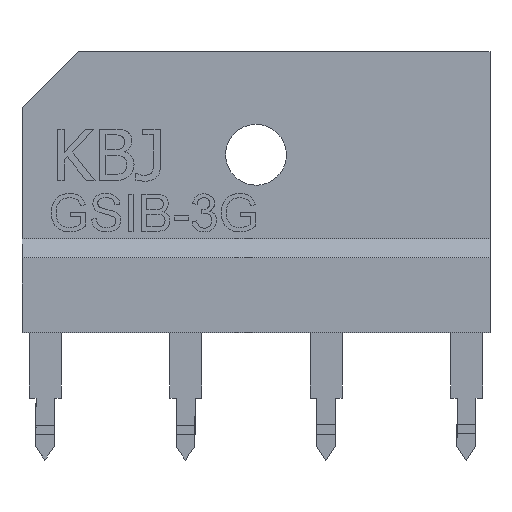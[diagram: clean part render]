
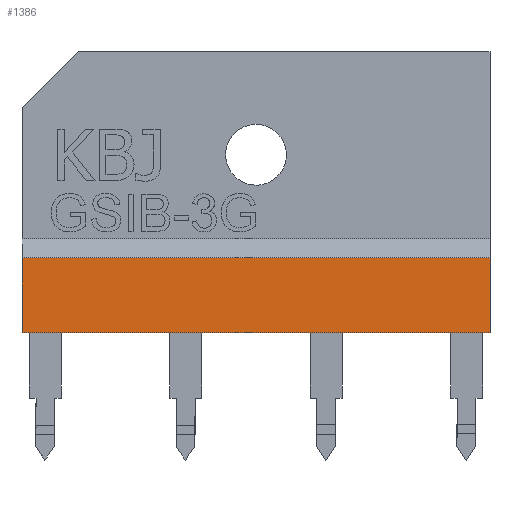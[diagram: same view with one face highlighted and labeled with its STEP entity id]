
A CAD part, front view. The second image highlights one B-rep face of the part: STEP entity #1386.
In plain terms, the highlighted planar face has unit normal (0, -1, 0).
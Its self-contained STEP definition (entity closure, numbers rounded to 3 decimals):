
#1386=ADVANCED_FACE('',(#1510),#4090,.T.);
#1510=FACE_OUTER_BOUND('',#1627,.T.);
#1627=EDGE_LOOP('',(#2128,#2129,#2130,#2131));
#2128=ORIENTED_EDGE('',*,*,#2729,.T.);
#2129=ORIENTED_EDGE('',*,*,#2730,.T.);
#2130=ORIENTED_EDGE('',*,*,#2728,.F.);
#2131=ORIENTED_EDGE('',*,*,#2731,.T.);
#2728=EDGE_CURVE('',#3917,#3916,#3328,.T.);
#2729=EDGE_CURVE('',#3918,#3919,#3329,.T.);
#2730=EDGE_CURVE('',#3919,#3916,#3330,.T.);
#2731=EDGE_CURVE('',#3917,#3918,#3331,.T.);
#3328=B_SPLINE_CURVE_WITH_KNOTS('',1,(#9051,#9052),.UNSPECIFIED.,.F.,.F.,
(2,2),(-25.,0.),.UNSPECIFIED.);
#3329=B_SPLINE_CURVE_WITH_KNOTS('',1,(#9053,#9054),.UNSPECIFIED.,.F.,.F.,
(2,2),(0.,25.),.UNSPECIFIED.);
#3330=B_SPLINE_CURVE_WITH_KNOTS('',1,(#9055,#9056),.UNSPECIFIED.,.F.,.F.,
(2,2),(-4.,0.),.UNSPECIFIED.);
#3331=B_SPLINE_CURVE_WITH_KNOTS('',1,(#9057,#9058),.UNSPECIFIED.,.F.,.F.,
(2,2),(-4.,0.),.UNSPECIFIED.);
#3916=VERTEX_POINT('',#9047);
#3917=VERTEX_POINT('',#9048);
#3918=VERTEX_POINT('',#9049);
#3919=VERTEX_POINT('',#9050);
#4090=PLANE('',#4176);
#4176=AXIS2_PLACEMENT_3D('',#9046,#4245,$);
#4245=DIRECTION('',(0.,-1.,0.));
#9046=CARTESIAN_POINT('',(-15.001,-1.824,7.958));
#9047=CARTESIAN_POINT('',(12.5,-1.824,7.557));
#9048=CARTESIAN_POINT('',(-12.5,-1.824,7.557));
#9049=CARTESIAN_POINT('',(-12.5,-1.824,3.557));
#9050=CARTESIAN_POINT('',(12.5,-1.824,3.557));
#9051=CARTESIAN_POINT('',(-12.5,-1.824,7.557));
#9052=CARTESIAN_POINT('',(12.5,-1.824,7.557));
#9053=CARTESIAN_POINT('',(-12.5,-1.824,3.557));
#9054=CARTESIAN_POINT('',(12.5,-1.824,3.557));
#9055=CARTESIAN_POINT('',(12.5,-1.824,3.557));
#9056=CARTESIAN_POINT('',(12.5,-1.824,7.557));
#9057=CARTESIAN_POINT('',(-12.5,-1.824,7.557));
#9058=CARTESIAN_POINT('',(-12.5,-1.824,3.557));
